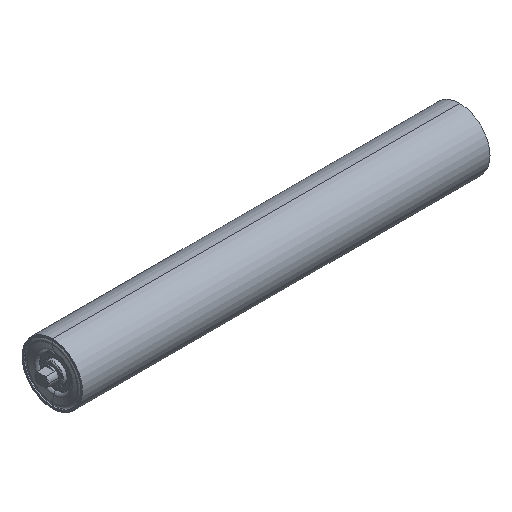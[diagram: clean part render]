
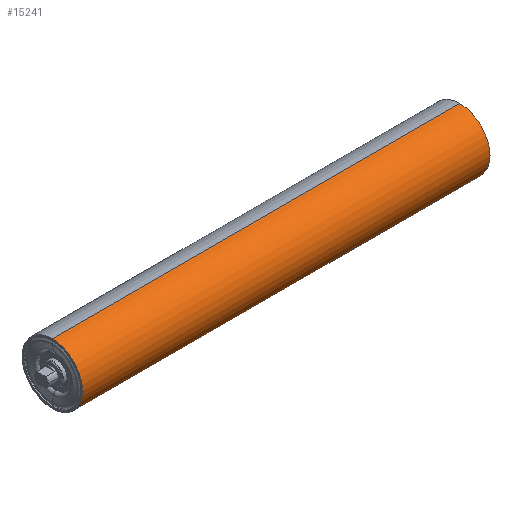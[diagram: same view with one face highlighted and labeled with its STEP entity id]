
A CAD part, isometric view. The second image highlights one B-rep face of the part: STEP entity #15241.
In plain terms, the highlighted cylindrical face has radius 44.5 mm (diameter 89 mm), a partial arc.
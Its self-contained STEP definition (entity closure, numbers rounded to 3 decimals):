
#497 = VERTEX_POINT ( 'NONE', #24048 ) ;
#573 = FACE_OUTER_BOUND ( 'NONE', #22487, .T. ) ;
#2460 = CARTESIAN_POINT ( 'NONE',  ( 600., 0., 44.5 ) ) ;
#2626 = EDGE_CURVE ( 'NONE', #4139, #23194, #7471, .T. ) ;
#2772 = EDGE_CURVE ( 'NONE', #14035, #23194, #11021, .T. ) ;
#4139 = VERTEX_POINT ( 'NONE', #22329 ) ;
#4544 = CIRCLE ( 'NONE', #19725, 44.5 ) ;
#4799 = CARTESIAN_POINT ( 'NONE',  ( 0., 0., -44.5 ) ) ;
#6982 = DIRECTION ( 'NONE',  ( -1., 0., 0. ) ) ;
#7365 = ORIENTED_EDGE ( 'NONE', *, *, #24502, .F. ) ;
#7471 = LINE ( 'NONE', #15748, #8837 ) ;
#7617 = ORIENTED_EDGE ( 'NONE', *, *, #2626, .F. ) ;
#7971 = DIRECTION ( 'NONE',  ( 1., 0., 0. ) ) ;
#8109 = ORIENTED_EDGE ( 'NONE', *, *, #15991, .T. ) ;
#8239 = DIRECTION ( 'NONE',  ( 0., 0., -1. ) ) ;
#8837 = VECTOR ( 'NONE', #19952, 1000. ) ;
#8853 = AXIS2_PLACEMENT_3D ( 'NONE', #16371, #7971, #8239 ) ;
#8913 = CYLINDRICAL_SURFACE ( 'NONE', #15998, 44.5 ) ;
#11021 = CIRCLE ( 'NONE', #8853, 44.5 ) ;
#11389 = DIRECTION ( 'NONE',  ( 1., 0., 0. ) ) ;
#13304 = CARTESIAN_POINT ( 'NONE',  ( 600., 0., 0. ) ) ;
#14035 = VERTEX_POINT ( 'NONE', #15416 ) ;
#15030 = CARTESIAN_POINT ( 'NONE',  ( 600., 0., 0. ) ) ;
#15241 = ADVANCED_FACE ( 'NONE', ( #573 ), #8913, .T. ) ;
#15416 = CARTESIAN_POINT ( 'NONE',  ( 0., 0., 44.5 ) ) ;
#15748 = CARTESIAN_POINT ( 'NONE',  ( 600., 0., -44.5 ) ) ;
#15991 = EDGE_CURVE ( 'NONE', #497, #14035, #16755, .T. ) ;
#15998 = AXIS2_PLACEMENT_3D ( 'NONE', #15030, #6982, #24073 ) ;
#16018 = VECTOR ( 'NONE', #16617, 1000. ) ;
#16371 = CARTESIAN_POINT ( 'NONE',  ( 0., 0., 0. ) ) ;
#16617 = DIRECTION ( 'NONE',  ( -1., 0., 0. ) ) ;
#16755 = LINE ( 'NONE', #2460, #16018 ) ;
#19659 = DIRECTION ( 'NONE',  ( 0., 0., -1. ) ) ;
#19725 = AXIS2_PLACEMENT_3D ( 'NONE', #13304, #11389, #19659 ) ;
#19952 = DIRECTION ( 'NONE',  ( -1., 0., 0. ) ) ;
#22329 = CARTESIAN_POINT ( 'NONE',  ( 600., 0., -44.5 ) ) ;
#22487 = EDGE_LOOP ( 'NONE', ( #7617, #7365, #8109, #24753 ) ) ;
#23194 = VERTEX_POINT ( 'NONE', #4799 ) ;
#24048 = CARTESIAN_POINT ( 'NONE',  ( 600., 0., 44.5 ) ) ;
#24073 = DIRECTION ( 'NONE',  ( 0., 0., 1. ) ) ;
#24502 = EDGE_CURVE ( 'NONE', #497, #4139, #4544, .T. ) ;
#24753 = ORIENTED_EDGE ( 'NONE', *, *, #2772, .T. ) ;
